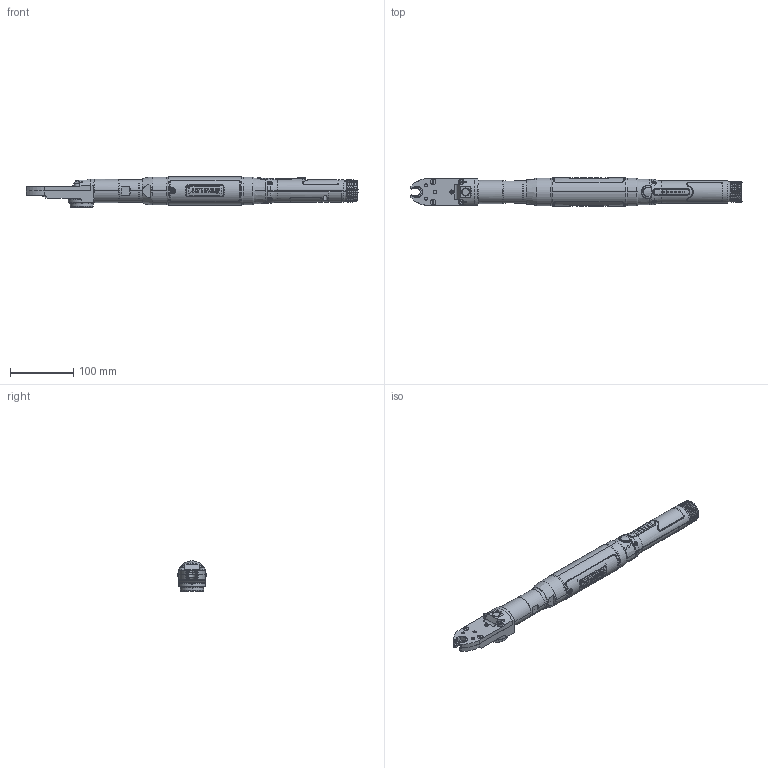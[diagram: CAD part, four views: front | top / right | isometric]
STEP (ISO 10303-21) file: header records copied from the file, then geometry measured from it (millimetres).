
FILE_DESCRIPTION((''),'2;1');
FILE_NAME('EB33LT252-25','2018-03-02T',('CEG0317'),(''),'PRO/ENGINEER BY PARAMETRIC TECHNOLOGY CORPORATION, 2010430','PRO/ENGINEER BY PARAMETRIC TECHNOLOGY CORPORATION, 2010430','');
FILE_SCHEMA(('CONFIG_CONTROL_DESIGN'));
Length unit declared in the file: inch
Products named in the file (1): EB33LT252-25
Bounding box: 523.57 x 45.57 x 47.75 mm (x, y, z)
Surface area: 146782 mm2 (no closed solid volume)
Topology: 0 solids, 201 shells, 1311 faces, 5893 edges, 4613 vertices
Faces by surface type: cylinder 495, plane 327, bspline 250, cone 141, torus 70, extrusion 23, sphere 5
Entity records: 91929 total; most frequent: CARTESIAN_POINT 49805, ORIENTED_EDGE 8150, DIRECTION 7309, EDGE_CURVE 5891, VERTEX_POINT 4613, AXIS2_PLACEMENT_3D 2633, B_SPLINE_CURVE_WITH_KNOTS 2299, VECTOR 2043
